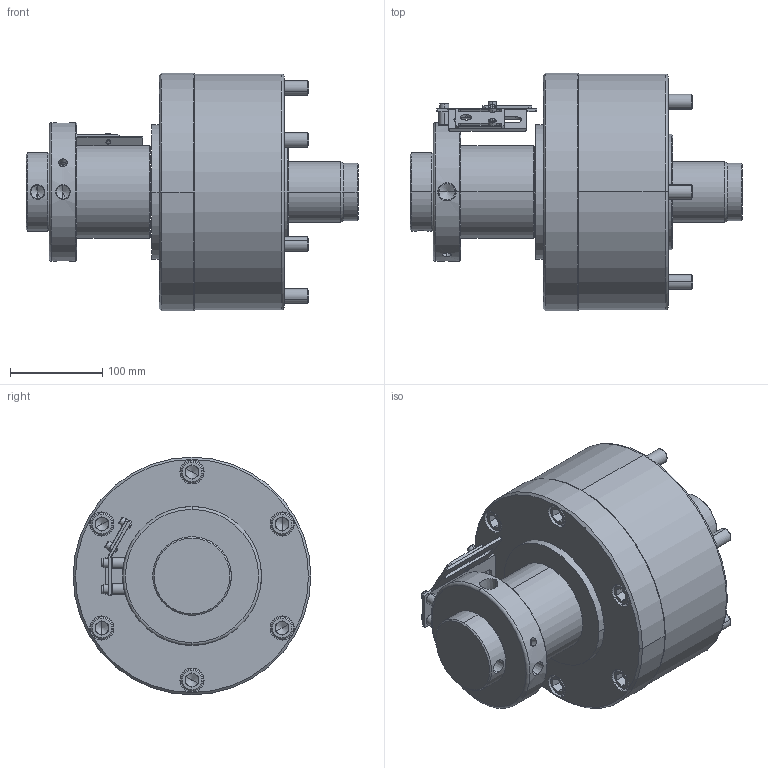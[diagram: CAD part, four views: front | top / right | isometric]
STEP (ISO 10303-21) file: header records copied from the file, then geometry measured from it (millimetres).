
FILE_DESCRIPTION (( 'STEP AP203' ), '1' );
FILE_NAME ('CF-RE-L200L.STEP', '2020-11-02T06:51:50', ( '' ), ( '' ), 'SwSTEP 2.0', 'SolidWorks 2016', '' );
FILE_SCHEMA (( 'CONFIG_CONTROL_DESIGN' ));
Length unit declared in the file: millimetre
Products named in the file (13): RE-200K檢出定位板; CF-RE-200K-2000; 圓頭內六角螺栓_M5x8; CF-RE-L200K-02000; CF-RE-L200L; CF-RE-200L-02000; CF-RE-L200L-01000; 圓頭內六角螺栓_M16x145; CF-RE-18-03000; CF-RE-21-01000; CF-RE-L200K-05000; 圓頭內六角螺栓_M6x30; CF-RE-L200K-01000
Assembly tree (23 placements, depth 2):
  CF-RE-L200L
    CF-RE-L200K-05000
    CF-RE-L200K-01000
    CF-RE-200K-2000
    CF-RE-L200K-02000
    CF-RE-200L-02000
    CF-RE-L200L-01000
    圓頭內六角螺栓_M16x145  x6
    CF-RE-18-03000  x2
    CF-RE-21-01000
    圓頭內六角螺栓_M6x30  x2
    RE-200K檢出定位板  x2
    圓頭內六角螺栓_M5x8  x4
Bounding box: 359 x 257 x 257 mm (x, y, z)
Volume: 6957726.6 mm3; surface area: 758450.6 mm2
Topology: 23 solids, 23 shells, 658 faces, 1502 edges, 905 vertices
Faces by surface type: plane 281, cylinder 211, cone 158, torus 8
Entity records: 13316 total; most frequent: CARTESIAN_POINT 2416, DIRECTION 2109, ORIENTED_EDGE 1748, EDGE_CURVE 874, AXIS2_PLACEMENT_3D 836, VERTEX_POINT 551, EDGE_LOOP 495, LINE 437
